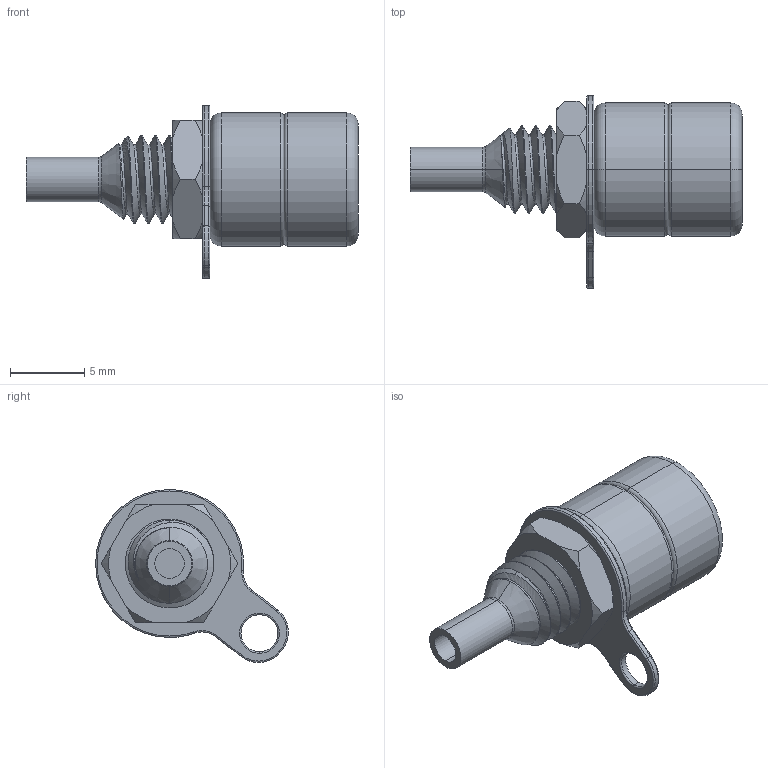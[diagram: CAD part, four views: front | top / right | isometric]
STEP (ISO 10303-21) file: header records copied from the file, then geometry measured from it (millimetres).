
FILE_DESCRIPTION (( 'STEP AP214' ), '1' );
FILE_NAME ('4mm Banana Socket.STEP', '2020-06-18T17:07:57', ( '' ), ( '' ), 'SwSTEP 2.0', 'SolidWorks 2018', '' );
FILE_SCHEMA (( 'AUTOMOTIVE_DESIGN' ));
Length unit declared in the file: millimetre
Products named in the file (1): 4mm Banana Socket
Bounding box: 22.42 x 13.03 x 11.69 mm (x, y, z)
Volume: 665.6 mm3; surface area: 1829.9 mm2
Topology: 5 solids, 5 shells, 187 faces, 470 edges, 297 vertices
Faces by surface type: cylinder 90, torus 42, plane 24, cone 23, bspline 8
Entity records: 15721 total; most frequent: CARTESIAN_POINT 11470, ORIENTED_EDGE 940, DIRECTION 841, EDGE_CURVE 470, AXIS2_PLACEMENT_3D 359, VERTEX_POINT 297, EDGE_LOOP 201, FACE_OUTER_BOUND 187
